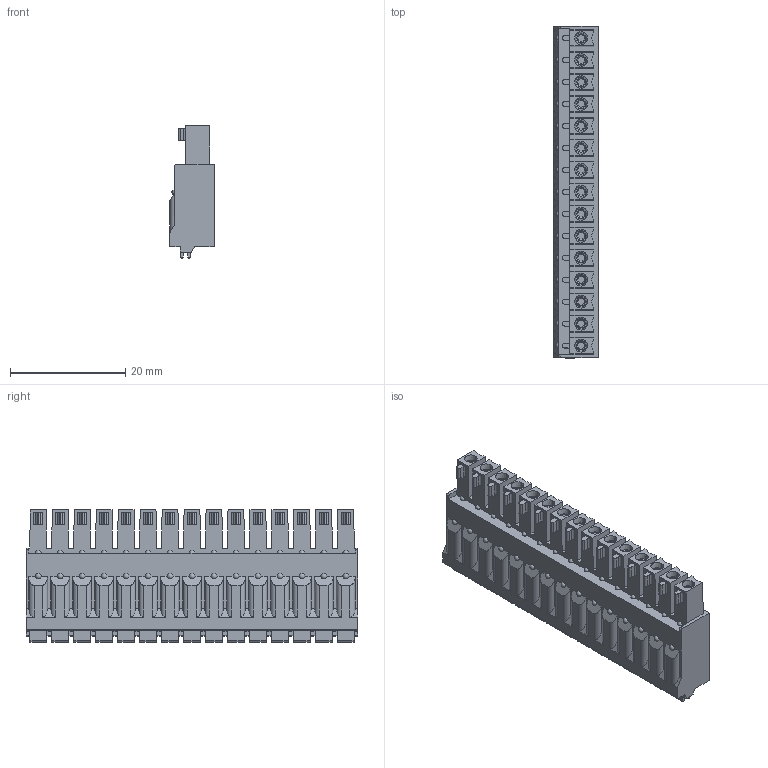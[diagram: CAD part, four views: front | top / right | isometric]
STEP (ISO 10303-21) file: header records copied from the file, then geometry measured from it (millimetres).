
FILE_DESCRIPTION((''),'2;1');
FILE_NAME('TLPS-107-04P-X','2024-09-20T',('sheji'),(''),'PRO/ENGINEER BY PARAMETRIC TECHNOLOGY CORPORATION, 2015240','PRO/ENGINEER BY PARAMETRIC TECHNOLOGY CORPORATION, 2015240','');
FILE_SCHEMA(('CONFIG_CONTROL_DESIGN'));
Length unit declared in the file: millimetre
Products named in the file (1): TLPS-107-04P-X
Bounding box: 7.75 x 57.54 x 22.9 mm (x, y, z)
Volume: 6830.3 mm3; surface area: 5188.5 mm2
Topology: 1 solids, 1 shells, 969 faces, 2691 edges, 1768 vertices
Faces by surface type: plane 481, cylinder 338, cone 90, torus 30, sphere 30
Entity records: 31669 total; most frequent: CARTESIAN_POINT 6210, DIRECTION 5467, ORIENTED_EDGE 5322, EDGE_CURVE 2661, AXIS2_PLACEMENT_3D 1957, VERTEX_POINT 1768, VECTOR 1553, LINE 1553
